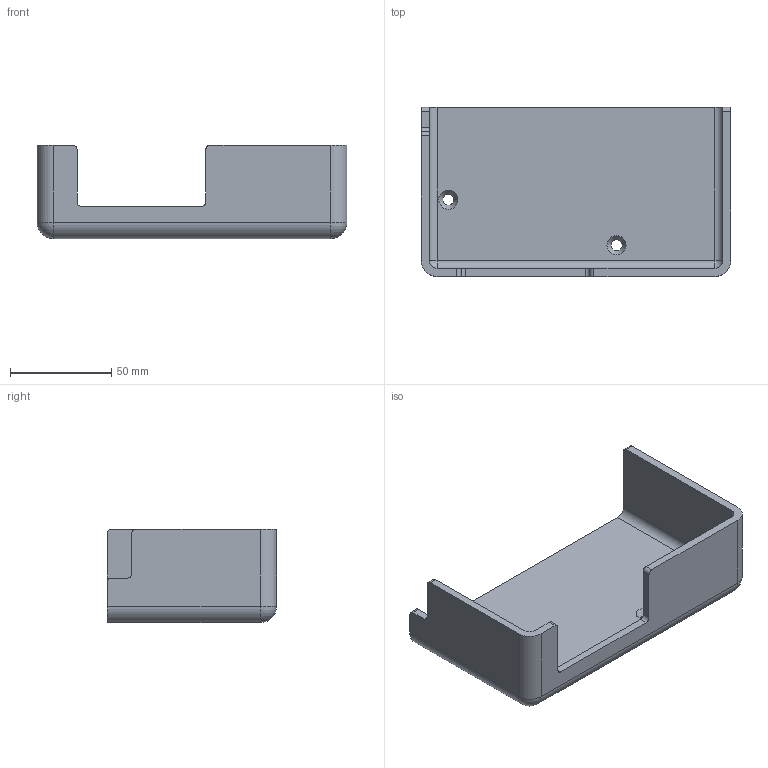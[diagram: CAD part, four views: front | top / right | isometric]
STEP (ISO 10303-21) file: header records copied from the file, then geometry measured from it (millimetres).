
FILE_DESCRIPTION(/* description */ (''),/* implementation_level */ '2;1');
FILE_NAME(/* name */ 'D12473770_AA-BATTERY COMPARTMENT.stp',/* time_stamp */ '2023-08-31T15:19:32+06:00',/* author */ (''),/* organization */ (''),/* preprocessor_version */ 'ST-DEVELOPER v16',/* originating_system */ 'SIEMENS PLM Software NX 11.0',/* authorisation */ '');
FILE_SCHEMA (('AUTOMOTIVE_DESIGN { 1 0 10303 214 3 1 1 1 }'));
Length unit declared in the file: millimetre
Products named in the file (1): D12473770_AA-BATTERY COMPARTMENT
Bounding box: 153 x 83.5 x 46 mm (x, y, z)
Volume: 113171.8 mm3; surface area: 47433.2 mm2
Topology: 1 solids, 1 shells, 42 faces, 112 edges, 68 vertices
Faces by surface type: cylinder 20, plane 16, sphere 4, cone 2
Full cylindrical faces by diameter (mm): 5.5 x2
Entity records: 1272 total; most frequent: DIRECTION 230, CARTESIAN_POINT 211, ORIENTED_EDGE 204, EDGE_CURVE 102, AXIS2_PLACEMENT_3D 85, VERTEX_POINT 66, LINE 60, VECTOR 60
